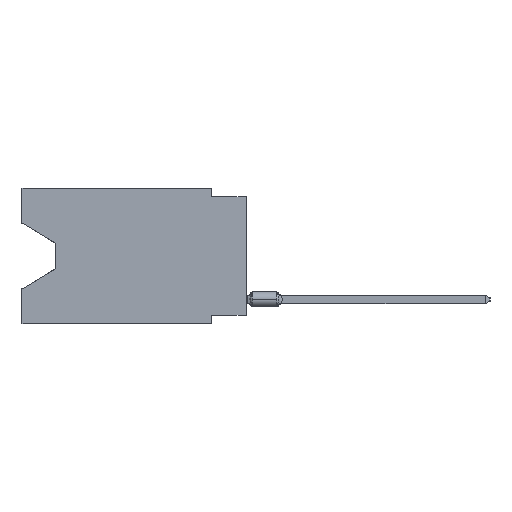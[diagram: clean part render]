
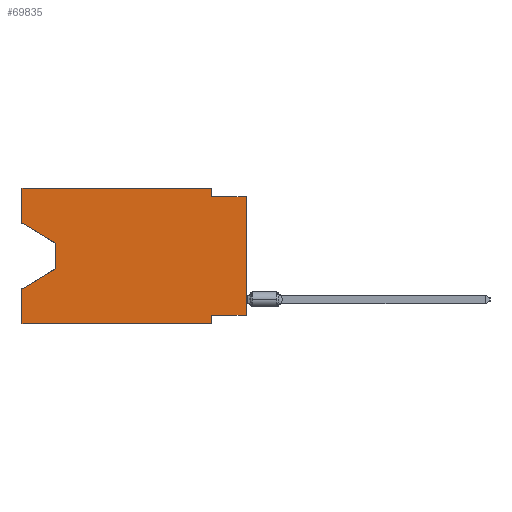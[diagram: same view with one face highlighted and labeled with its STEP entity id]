
A CAD part, left-side view. The second image highlights one B-rep face of the part: STEP entity #69835.
In plain terms, the highlighted planar face has unit normal (-1, 0, 0).
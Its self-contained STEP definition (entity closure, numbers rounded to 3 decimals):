
#124 = ORIENTED_EDGE ( 'NONE', *, *, #2899, .T. ) ;
#343 = VERTEX_POINT ( 'NONE', #54141 ) ;
#1012 = DIRECTION ( 'NONE',  ( 0., -1., 0. ) ) ;
#1386 = DIRECTION ( 'NONE',  ( 0., -0.855, -0.519 ) ) ;
#1476 = VERTEX_POINT ( 'NONE', #59576 ) ;
#2166 = VERTEX_POINT ( 'NONE', #6326 ) ;
#2899 = EDGE_CURVE ( 'NONE', #20898, #58513, #9531, .T. ) ;
#3042 = EDGE_CURVE ( 'NONE', #9148, #53220, #40260, .T. ) ;
#3153 = VECTOR ( 'NONE', #14480, 1000. ) ;
#5021 = CARTESIAN_POINT ( 'NONE',  ( 0., 16.383, 0. ) ) ;
#6326 = CARTESIAN_POINT ( 'NONE',  ( 0., 16.383, -9.906 ) ) ;
#6741 = VECTOR ( 'NONE', #10508, 1000. ) ;
#7879 = DIRECTION ( 'NONE',  ( 1., 0., 0. ) ) ;
#8284 = DIRECTION ( 'NONE',  ( 0., 0., -1. ) ) ;
#9148 = VERTEX_POINT ( 'NONE', #36998 ) ;
#9531 = LINE ( 'NONE', #60927, #49247 ) ;
#10189 = CARTESIAN_POINT ( 'NONE',  ( 0., 2.54, -0.635 ) ) ;
#10208 = VECTOR ( 'NONE', #48411, 1000. ) ;
#10508 = DIRECTION ( 'NONE',  ( 0., 1., 0. ) ) ;
#10595 = LINE ( 'NONE', #55304, #54191 ) ;
#11434 = AXIS2_PLACEMENT_3D ( 'NONE', #45902, #7879, #8284 ) ;
#12365 = CARTESIAN_POINT ( 'NONE',  ( 0., 0., -0.635 ) ) ;
#12704 = LINE ( 'NONE', #82528, #27466 ) ;
#13143 = DIRECTION ( 'NONE',  ( 0., -1., 0. ) ) ;
#14480 = DIRECTION ( 'NONE',  ( 0., 0., -1. ) ) ;
#15133 = CARTESIAN_POINT ( 'NONE',  ( 0., 16.383, -2.546 ) ) ;
#15238 = VERTEX_POINT ( 'NONE', #10189 ) ;
#17004 = LINE ( 'NONE', #47944, #36812 ) ;
#18028 = CARTESIAN_POINT ( 'NONE',  ( 0., 2.54, 0. ) ) ;
#18143 = CARTESIAN_POINT ( 'NONE',  ( 0., 0., -9.271 ) ) ;
#18586 = EDGE_CURVE ( 'NONE', #15238, #58513, #37379, .T. ) ;
#19313 = EDGE_CURVE ( 'NONE', #53220, #15238, #24562, .T. ) ;
#20898 = VERTEX_POINT ( 'NONE', #18143 ) ;
#22252 = DIRECTION ( 'NONE',  ( 0., 0., 1. ) ) ;
#23047 = EDGE_CURVE ( 'NONE', #2166, #29505, #29680, .T. ) ;
#24425 = DIRECTION ( 'NONE',  ( 0., 0.855, -0.519 ) ) ;
#24562 = LINE ( 'NONE', #50045, #10208 ) ;
#25114 = ORIENTED_EDGE ( 'NONE', *, *, #3042, .F. ) ;
#27014 = LINE ( 'NONE', #33281, #3153 ) ;
#27346 = ORIENTED_EDGE ( 'NONE', *, *, #19313, .F. ) ;
#27466 = VECTOR ( 'NONE', #24425, 1000. ) ;
#29505 = VERTEX_POINT ( 'NONE', #78826 ) ;
#29545 = ORIENTED_EDGE ( 'NONE', *, *, #73773, .T. ) ;
#29680 = LINE ( 'NONE', #5021, #37242 ) ;
#31161 = CARTESIAN_POINT ( 'NONE',  ( 0., 2.54, -9.271 ) ) ;
#31647 = CARTESIAN_POINT ( 'NONE',  ( 0., 13.97, -4.013 ) ) ;
#32971 = VECTOR ( 'NONE', #22252, 1000. ) ;
#33281 = CARTESIAN_POINT ( 'NONE',  ( 0., 13.97, -4.013 ) ) ;
#33808 = ORIENTED_EDGE ( 'NONE', *, *, #61492, .T. ) ;
#34644 = ORIENTED_EDGE ( 'NONE', *, *, #18586, .F. ) ;
#34882 = VECTOR ( 'NONE', #1386, 1000. ) ;
#34995 = DIRECTION ( 'NONE',  ( 0., 0., 1. ) ) ;
#35039 = EDGE_CURVE ( 'NONE', #343, #9148, #65751, .T. ) ;
#35793 = ORIENTED_EDGE ( 'NONE', *, *, #49938, .T. ) ;
#36791 = CARTESIAN_POINT ( 'NONE',  ( 0., 13.97, -5.893 ) ) ;
#36812 = VECTOR ( 'NONE', #67590, 1000. ) ;
#36998 = CARTESIAN_POINT ( 'NONE',  ( 0., 16.383, 0. ) ) ;
#37242 = VECTOR ( 'NONE', #55169, 1000. ) ;
#37379 = LINE ( 'NONE', #56612, #46182 ) ;
#38803 = PLANE ( 'NONE',  #11434 ) ;
#40260 = LINE ( 'NONE', #65764, #63990 ) ;
#42755 = DIRECTION ( 'NONE',  ( 0., 0., -1. ) ) ;
#45902 = CARTESIAN_POINT ( 'NONE',  ( 0., 16.383, 0. ) ) ;
#46182 = VECTOR ( 'NONE', #13143, 1000. ) ;
#47640 = VERTEX_POINT ( 'NONE', #36791 ) ;
#47944 = CARTESIAN_POINT ( 'NONE',  ( 0., 16.383, -9.906 ) ) ;
#48411 = DIRECTION ( 'NONE',  ( 0., 0., -1. ) ) ;
#49247 = VECTOR ( 'NONE', #34995, 1000. ) ;
#49267 = ORIENTED_EDGE ( 'NONE', *, *, #23047, .F. ) ;
#49938 = EDGE_CURVE ( 'NONE', #2166, #1476, #17004, .T. ) ;
#50045 = CARTESIAN_POINT ( 'NONE',  ( 0., 2.54, 0. ) ) ;
#50233 = EDGE_LOOP ( 'NONE', ( #33808, #29545, #76618, #49267, #35793, #56826, #79604, #124, #34644, #27346, #25114, #78042 ) ) ;
#51578 = EDGE_CURVE ( 'NONE', #47640, #29505, #12704, .T. ) ;
#53220 = VERTEX_POINT ( 'NONE', #18028 ) ;
#53575 = LINE ( 'NONE', #15133, #34882 ) ;
#54141 = CARTESIAN_POINT ( 'NONE',  ( 0., 16.383, -2.546 ) ) ;
#54191 = VECTOR ( 'NONE', #42755, 1000. ) ;
#54809 = CARTESIAN_POINT ( 'NONE',  ( 0., 0., -9.271 ) ) ;
#55169 = DIRECTION ( 'NONE',  ( 0., 0., 1. ) ) ;
#55304 = CARTESIAN_POINT ( 'NONE',  ( 0., 2.54, -9.906 ) ) ;
#56612 = CARTESIAN_POINT ( 'NONE',  ( 0., 0., -0.635 ) ) ;
#56826 = ORIENTED_EDGE ( 'NONE', *, *, #78452, .F. ) ;
#58513 = VERTEX_POINT ( 'NONE', #12365 ) ;
#59576 = CARTESIAN_POINT ( 'NONE',  ( 0., 2.54, -9.906 ) ) ;
#60469 = EDGE_CURVE ( 'NONE', #20898, #62586, #67773, .T. ) ;
#60927 = CARTESIAN_POINT ( 'NONE',  ( 0., 0., 0. ) ) ;
#61492 = EDGE_CURVE ( 'NONE', #343, #63247, #53575, .T. ) ;
#62586 = VERTEX_POINT ( 'NONE', #31161 ) ;
#63247 = VERTEX_POINT ( 'NONE', #31647 ) ;
#63990 = VECTOR ( 'NONE', #1012, 1000. ) ;
#65553 = FACE_OUTER_BOUND ( 'NONE', #50233, .T. ) ;
#65751 = LINE ( 'NONE', #73255, #32971 ) ;
#65764 = CARTESIAN_POINT ( 'NONE',  ( 0., 16.383, 0. ) ) ;
#67590 = DIRECTION ( 'NONE',  ( 0., -1., 0. ) ) ;
#67773 = LINE ( 'NONE', #54809, #6741 ) ;
#69835 = ADVANCED_FACE ( 'NONE', ( #65553 ), #38803, .F. ) ;
#73255 = CARTESIAN_POINT ( 'NONE',  ( 0., 16.383, 0. ) ) ;
#73773 = EDGE_CURVE ( 'NONE', #63247, #47640, #27014, .T. ) ;
#76618 = ORIENTED_EDGE ( 'NONE', *, *, #51578, .T. ) ;
#78042 = ORIENTED_EDGE ( 'NONE', *, *, #35039, .F. ) ;
#78452 = EDGE_CURVE ( 'NONE', #62586, #1476, #10595, .T. ) ;
#78826 = CARTESIAN_POINT ( 'NONE',  ( 0., 16.383, -7.36 ) ) ;
#79604 = ORIENTED_EDGE ( 'NONE', *, *, #60469, .F. ) ;
#82528 = CARTESIAN_POINT ( 'NONE',  ( 0., 13.97, -5.893 ) ) ;
